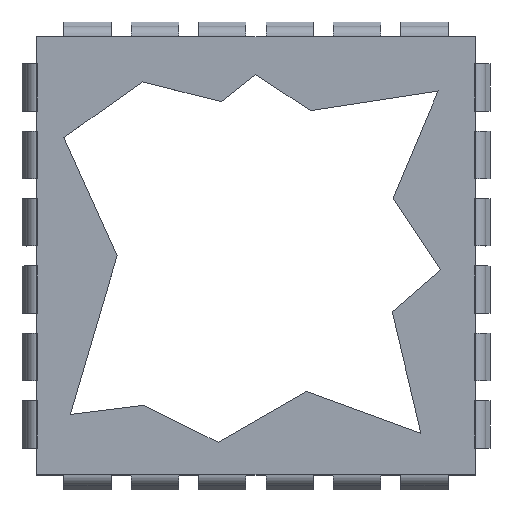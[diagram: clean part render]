
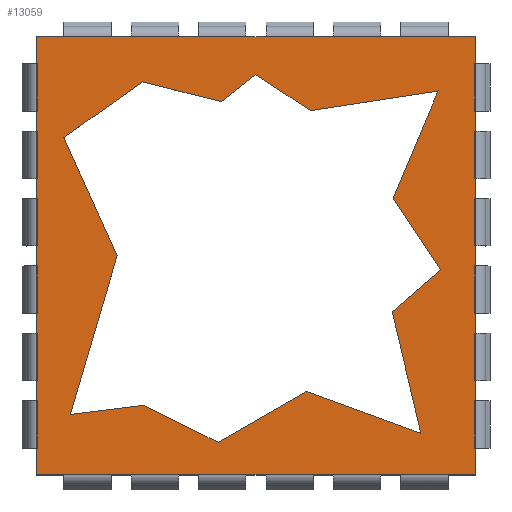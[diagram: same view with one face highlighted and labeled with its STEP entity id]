
A CAD part, top view. The second image highlights one B-rep face of the part: STEP entity #13059.
In plain terms, the highlighted planar face has unit normal (0, 0, 1).
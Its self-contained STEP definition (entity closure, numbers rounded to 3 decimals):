
#12457=CARTESIAN_POINT('',(-10.774,16.523,15.8));
#12458=VERTEX_POINT('',#12457);
#12465=CARTESIAN_POINT('',(-18.26,11.223,15.8));
#12466=VERTEX_POINT('',#12465);
#12467=CARTESIAN_POINT('',(-18.26,11.223,15.8));
#12468=DIRECTION('',(0.816,0.578,0.0));
#12469=VECTOR('',#12468,9.173);
#12470=LINE('',#12467,#12469);
#12471=EDGE_CURVE('',#12466,#12458,#12470,.T.);
#12496=CARTESIAN_POINT('',(-13.191,-0.002,15.8));
#12497=VERTEX_POINT('',#12496);
#12498=CARTESIAN_POINT('',(-13.191,-0.002,15.8));
#12499=DIRECTION('',(-0.412,0.911,0.0));
#12500=VECTOR('',#12499,12.316);
#12501=LINE('',#12498,#12500);
#12502=EDGE_CURVE('',#12497,#12466,#12501,.T.);
#12527=CARTESIAN_POINT('',(-17.636,-15.047,15.8));
#12528=VERTEX_POINT('',#12527);
#12529=CARTESIAN_POINT('',(-17.636,-15.047,15.8));
#12530=DIRECTION('',(0.283,0.959,0.0));
#12531=VECTOR('',#12530,15.688);
#12532=LINE('',#12529,#12531);
#12533=EDGE_CURVE('',#12528,#12497,#12532,.T.);
#12558=CARTESIAN_POINT('',(-10.696,-14.19,15.8));
#12559=VERTEX_POINT('',#12558);
#12560=CARTESIAN_POINT('',(-10.696,-14.19,15.8));
#12561=DIRECTION('',(-0.992,-0.123,0.0));
#12562=VECTOR('',#12561,6.993);
#12563=LINE('',#12560,#12562);
#12564=EDGE_CURVE('',#12559,#12528,#12563,.T.);
#12589=CARTESIAN_POINT('',(-3.599,-17.697,15.8));
#12590=VERTEX_POINT('',#12589);
#12591=CARTESIAN_POINT('',(-3.599,-17.697,15.8));
#12592=DIRECTION('',(-0.896,0.443,0.0));
#12593=VECTOR('',#12592,7.916);
#12594=LINE('',#12591,#12593);
#12595=EDGE_CURVE('',#12590,#12559,#12594,.T.);
#12620=CARTESIAN_POINT('',(4.823,-12.864,15.8));
#12621=VERTEX_POINT('',#12620);
#12622=CARTESIAN_POINT('',(4.823,-12.864,15.8));
#12623=DIRECTION('',(-0.867,-0.498,0.0));
#12624=VECTOR('',#12623,9.71);
#12625=LINE('',#12622,#12624);
#12626=EDGE_CURVE('',#12621,#12590,#12625,.T.);
#12651=CARTESIAN_POINT('',(15.663,-16.84,15.8));
#12652=VERTEX_POINT('',#12651);
#12653=CARTESIAN_POINT('',(15.663,-16.84,15.8));
#12654=DIRECTION('',(-0.939,0.344,0.0));
#12655=VECTOR('',#12654,11.546);
#12656=LINE('',#12653,#12655);
#12657=EDGE_CURVE('',#12652,#12621,#12656,.T.);
#12682=CARTESIAN_POINT('',(12.933,-5.303,15.8));
#12683=VERTEX_POINT('',#12682);
#12684=CARTESIAN_POINT('',(12.933,-5.303,15.8));
#12685=DIRECTION('',(0.23,-0.973,0.0));
#12686=VECTOR('',#12685,11.855);
#12687=LINE('',#12684,#12686);
#12688=EDGE_CURVE('',#12683,#12652,#12687,.T.);
#12713=CARTESIAN_POINT('',(17.534,-1.328,15.8));
#12714=VERTEX_POINT('',#12713);
#12715=CARTESIAN_POINT('',(17.534,-1.328,15.8));
#12716=DIRECTION('',(-0.757,-0.654,0.0));
#12717=VECTOR('',#12716,6.081);
#12718=LINE('',#12715,#12717);
#12719=EDGE_CURVE('',#12714,#12683,#12718,.T.);
#12744=CARTESIAN_POINT('',(13.011,5.454,15.8));
#12745=VERTEX_POINT('',#12744);
#12746=CARTESIAN_POINT('',(13.011,5.454,15.8));
#12747=DIRECTION('',(0.555,-0.832,0.0));
#12748=VECTOR('',#12747,8.152);
#12749=LINE('',#12746,#12748);
#12750=EDGE_CURVE('',#12745,#12714,#12749,.T.);
#12775=CARTESIAN_POINT('',(17.3,15.666,15.8));
#12776=VERTEX_POINT('',#12775);
#12777=CARTESIAN_POINT('',(17.3,15.666,15.8));
#12778=DIRECTION('',(-0.387,-0.922,0.0));
#12779=VECTOR('',#12778,11.076);
#12780=LINE('',#12777,#12779);
#12781=EDGE_CURVE('',#12776,#12745,#12780,.T.);
#12806=CARTESIAN_POINT('',(5.135,13.795,15.8));
#12807=VERTEX_POINT('',#12806);
#12808=CARTESIAN_POINT('',(5.135,13.795,15.8));
#12809=DIRECTION('',(0.988,0.152,0.0));
#12810=VECTOR('',#12809,12.308);
#12811=LINE('',#12808,#12810);
#12812=EDGE_CURVE('',#12807,#12776,#12811,.T.);
#12837=CARTESIAN_POINT('',(-0.012,17.225,15.8));
#12838=VERTEX_POINT('',#12837);
#12839=CARTESIAN_POINT('',(-0.012,17.225,15.8));
#12840=DIRECTION('',(0.832,-0.555,0.0));
#12841=VECTOR('',#12840,6.185);
#12842=LINE('',#12839,#12841);
#12843=EDGE_CURVE('',#12838,#12807,#12842,.T.);
#12868=CARTESIAN_POINT('',(-3.287,14.652,15.8));
#12869=VERTEX_POINT('',#12868);
#12870=CARTESIAN_POINT('',(-3.287,14.652,15.8));
#12871=DIRECTION('',(0.786,0.618,0.0));
#12872=VECTOR('',#12871,4.165);
#12873=LINE('',#12870,#12872);
#12874=EDGE_CURVE('',#12869,#12838,#12873,.T.);
#12897=CARTESIAN_POINT('',(-10.774,16.523,15.8));
#12898=DIRECTION('',(0.97,-0.242,0.0));
#12899=VECTOR('',#12898,7.717);
#12900=LINE('',#12897,#12899);
#12901=EDGE_CURVE('',#12458,#12869,#12900,.T.);
#12912=CARTESIAN_POINT('',(20.8,20.8,15.8));
#12913=VERTEX_POINT('',#12912);
#12914=CARTESIAN_POINT('',(20.8,-20.8,15.8));
#12915=VERTEX_POINT('',#12914);
#12916=CARTESIAN_POINT('',(20.8,20.8,15.8));
#12917=DIRECTION('',(0.0,-1.0,0.0));
#12918=VECTOR('',#12917,41.6);
#12919=LINE('',#12916,#12918);
#12920=EDGE_CURVE('',#12913,#12915,#12919,.T.);
#12952=CARTESIAN_POINT('',(-20.8,-20.8,15.8));
#12953=VERTEX_POINT('',#12952);
#12954=CARTESIAN_POINT('',(20.8,-20.8,15.8));
#12955=DIRECTION('',(-1.0,0.0,0.0));
#12956=VECTOR('',#12955,41.6);
#12957=LINE('',#12954,#12956);
#12958=EDGE_CURVE('',#12915,#12953,#12957,.T.);
#12983=CARTESIAN_POINT('',(-20.8,20.8,15.8));
#12984=VERTEX_POINT('',#12983);
#12985=CARTESIAN_POINT('',(-20.8,-20.8,15.8));
#12986=DIRECTION('',(0.0,1.0,0.0));
#12987=VECTOR('',#12986,41.6);
#12988=LINE('',#12985,#12987);
#12989=EDGE_CURVE('',#12953,#12984,#12988,.T.);
#13014=CARTESIAN_POINT('',(-20.8,20.8,15.8));
#13015=DIRECTION('',(1.0,0.0,0.0));
#13016=VECTOR('',#13015,41.6);
#13017=LINE('',#13014,#13016);
#13018=EDGE_CURVE('',#12984,#12913,#13017,.T.);
#13031=CARTESIAN_POINT('',(-5.0,5.0,15.8));
#13032=DIRECTION('',(0.0,0.0,1.0));
#13033=DIRECTION('',(1.0,0.0,0.0));
#13034=AXIS2_PLACEMENT_3D('',#13031,#13032,#13033);
#13035=PLANE('',#13034);
#13036=ORIENTED_EDGE('',*,*,#12920,.F.);
#13037=ORIENTED_EDGE('',*,*,#13018,.F.);
#13038=ORIENTED_EDGE('',*,*,#12989,.F.);
#13039=ORIENTED_EDGE('',*,*,#12958,.F.);
#13040=EDGE_LOOP('',(#13036,#13037,#13038,#13039));
#13041=FACE_OUTER_BOUND('',#13040,.T.);
#13042=ORIENTED_EDGE('',*,*,#12471,.T.);
#13043=ORIENTED_EDGE('',*,*,#12901,.T.);
#13044=ORIENTED_EDGE('',*,*,#12874,.T.);
#13045=ORIENTED_EDGE('',*,*,#12843,.T.);
#13046=ORIENTED_EDGE('',*,*,#12812,.T.);
#13047=ORIENTED_EDGE('',*,*,#12781,.T.);
#13048=ORIENTED_EDGE('',*,*,#12750,.T.);
#13049=ORIENTED_EDGE('',*,*,#12719,.T.);
#13050=ORIENTED_EDGE('',*,*,#12688,.T.);
#13051=ORIENTED_EDGE('',*,*,#12657,.T.);
#13052=ORIENTED_EDGE('',*,*,#12626,.T.);
#13053=ORIENTED_EDGE('',*,*,#12595,.T.);
#13054=ORIENTED_EDGE('',*,*,#12564,.T.);
#13055=ORIENTED_EDGE('',*,*,#12533,.T.);
#13056=ORIENTED_EDGE('',*,*,#12502,.T.);
#13057=EDGE_LOOP('',(#13042,#13043,#13044,#13045,#13046,#13047,#13048,#13049,#13050,#13051,#13052,#13053,#13054,#13055,#13056));
#13058=FACE_BOUND('',#13057,.T.);
#13059=ADVANCED_FACE('',(#13041,#13058),#13035,.T.);
